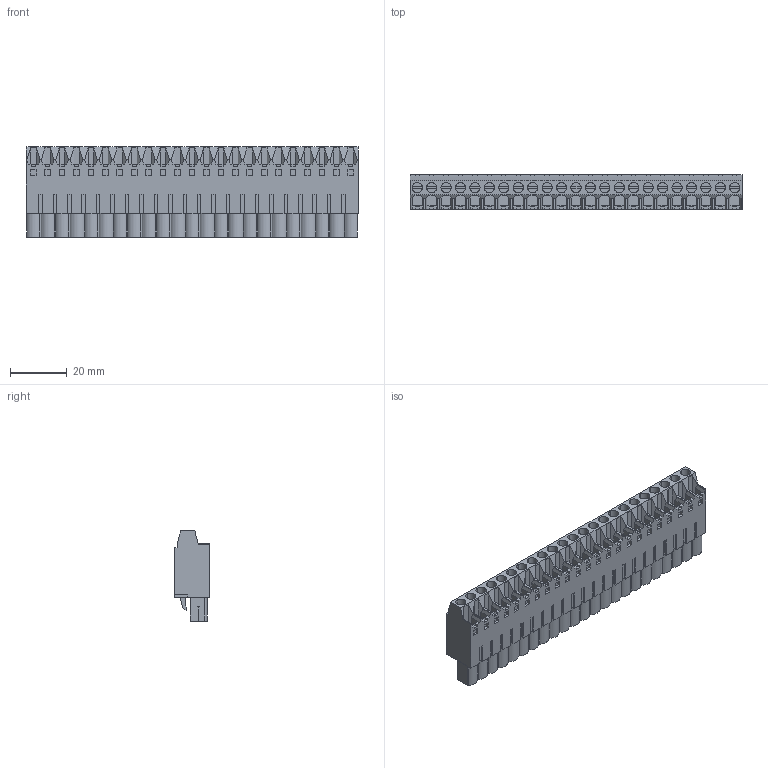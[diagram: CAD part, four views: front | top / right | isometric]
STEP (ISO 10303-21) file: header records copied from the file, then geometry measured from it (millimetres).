
FILE_DESCRIPTION(('CATIA V5 STEP Exchange','CAx-IF Rec.Pracs.--- Model Styling and Organization---1.2---2011-12-15'),'2;1');
FILE_NAME ('D1452507_0_1501660000_1501660000.stp','2017-06-21T12:55:22+00:00',('none'),('Weidmueller'),'CATIA Version 5-6 Release 2014','CATIA V5 STEP AP214','none');
FILE_SCHEMA(('AUTOMOTIVE_DESIGN { 1 0 10303 214 1 1 1 1 }'));
Length unit declared in the file: millimetre
Products named in the file (1): 1501660000
Bounding box: 116.84 x 12.2 x 31.8 mm (x, y, z)
Volume: 29757.5 mm3; surface area: 17768.5 mm2
Topology: 24 solids, 24 shells, 1701 faces, 4775 edges, 3217 vertices
Faces by surface type: plane 1540, cylinder 161
Entity records: 49542 total; most frequent: ORIENTED_EDGE 9550, CARTESIAN_POINT 8875, DIRECTION 6476, EDGE_CURVE 4775, VECTOR 4340, LINE 4340, VERTEX_POINT 3217, EDGE_LOOP 1796
